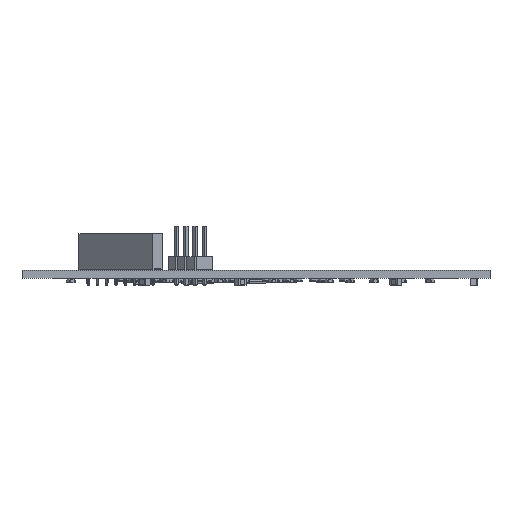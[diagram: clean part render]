
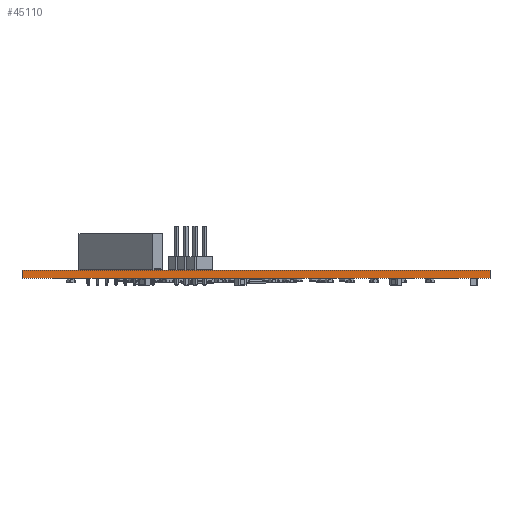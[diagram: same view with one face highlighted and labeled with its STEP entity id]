
A CAD part, front view. The second image highlights one B-rep face of the part: STEP entity #45110.
In plain terms, the highlighted planar face has unit normal (0, -1, 0).
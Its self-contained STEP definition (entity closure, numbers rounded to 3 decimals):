
#45110 = ADVANCED_FACE('',(#45111),#45125,.F.);
#45111 = FACE_BOUND('',#45112,.F.);
#45112 = EDGE_LOOP('',(#45113,#45148,#45176,#45204));
#45113 = ORIENTED_EDGE('',*,*,#45114,.T.);
#45114 = EDGE_CURVE('',#45115,#45117,#45119,.T.);
#45115 = VERTEX_POINT('',#45116);
#45116 = CARTESIAN_POINT('',(104.534,-135.466,0.));
#45117 = VERTEX_POINT('',#45118);
#45118 = CARTESIAN_POINT('',(104.534,-135.466,1.6));
#45119 = SURFACE_CURVE('',#45120,(#45124,#45136),.PCURVE_S1.);
#45120 = LINE('',#45121,#45122);
#45121 = CARTESIAN_POINT('',(104.534,-135.466,0.));
#45122 = VECTOR('',#45123,1.);
#45123 = DIRECTION('',(0.,0.,1.));
#45124 = PCURVE('',#45125,#45130);
#45125 = PLANE('',#45126);
#45126 = AXIS2_PLACEMENT_3D('',#45127,#45128,#45129);
#45127 = CARTESIAN_POINT('',(104.534,-135.466,0.));
#45128 = DIRECTION('',(0.,1.,0.));
#45129 = DIRECTION('',(1.,0.,0.));
#45130 = DEFINITIONAL_REPRESENTATION('',(#45131),#45135);
#45131 = LINE('',#45132,#45133);
#45132 = CARTESIAN_POINT('',(0.,0.));
#45133 = VECTOR('',#45134,1.);
#45134 = DIRECTION('',(0.,-1.));
#45135 = ( GEOMETRIC_REPRESENTATION_CONTEXT(2) 
PARAMETRIC_REPRESENTATION_CONTEXT() REPRESENTATION_CONTEXT('2D SPACE',''
  ) );
#45136 = PCURVE('',#45137,#45142);
#45137 = PLANE('',#45138);
#45138 = AXIS2_PLACEMENT_3D('',#45139,#45140,#45141);
#45139 = CARTESIAN_POINT('',(104.534,-44.534,0.));
#45140 = DIRECTION('',(1.,0.,-0.));
#45141 = DIRECTION('',(0.,-1.,0.));
#45142 = DEFINITIONAL_REPRESENTATION('',(#45143),#45147);
#45143 = LINE('',#45144,#45145);
#45144 = CARTESIAN_POINT('',(90.932,0.));
#45145 = VECTOR('',#45146,1.);
#45146 = DIRECTION('',(0.,-1.));
#45147 = ( GEOMETRIC_REPRESENTATION_CONTEXT(2) 
PARAMETRIC_REPRESENTATION_CONTEXT() REPRESENTATION_CONTEXT('2D SPACE',''
  ) );
#45148 = ORIENTED_EDGE('',*,*,#45149,.T.);
#45149 = EDGE_CURVE('',#45117,#45150,#45152,.T.);
#45150 = VERTEX_POINT('',#45151);
#45151 = CARTESIAN_POINT('',(195.466,-135.466,1.6));
#45152 = SURFACE_CURVE('',#45153,(#45157,#45164),.PCURVE_S1.);
#45153 = LINE('',#45154,#45155);
#45154 = CARTESIAN_POINT('',(104.534,-135.466,1.6));
#45155 = VECTOR('',#45156,1.);
#45156 = DIRECTION('',(1.,0.,0.));
#45157 = PCURVE('',#45125,#45158);
#45158 = DEFINITIONAL_REPRESENTATION('',(#45159),#45163);
#45159 = LINE('',#45160,#45161);
#45160 = CARTESIAN_POINT('',(0.,-1.6));
#45161 = VECTOR('',#45162,1.);
#45162 = DIRECTION('',(1.,0.));
#45163 = ( GEOMETRIC_REPRESENTATION_CONTEXT(2) 
PARAMETRIC_REPRESENTATION_CONTEXT() REPRESENTATION_CONTEXT('2D SPACE',''
  ) );
#45164 = PCURVE('',#45165,#45170);
#45165 = PLANE('',#45166);
#45166 = AXIS2_PLACEMENT_3D('',#45167,#45168,#45169);
#45167 = CARTESIAN_POINT('',(150.,-90.,1.6));
#45168 = DIRECTION('',(0.,0.,1.));
#45169 = DIRECTION('',(1.,0.,-0.));
#45170 = DEFINITIONAL_REPRESENTATION('',(#45171),#45175);
#45171 = LINE('',#45172,#45173);
#45172 = CARTESIAN_POINT('',(-45.466,-45.466));
#45173 = VECTOR('',#45174,1.);
#45174 = DIRECTION('',(1.,0.));
#45175 = ( GEOMETRIC_REPRESENTATION_CONTEXT(2) 
PARAMETRIC_REPRESENTATION_CONTEXT() REPRESENTATION_CONTEXT('2D SPACE',''
  ) );
#45176 = ORIENTED_EDGE('',*,*,#45177,.F.);
#45177 = EDGE_CURVE('',#45178,#45150,#45180,.T.);
#45178 = VERTEX_POINT('',#45179);
#45179 = CARTESIAN_POINT('',(195.466,-135.466,0.));
#45180 = SURFACE_CURVE('',#45181,(#45185,#45192),.PCURVE_S1.);
#45181 = LINE('',#45182,#45183);
#45182 = CARTESIAN_POINT('',(195.466,-135.466,0.));
#45183 = VECTOR('',#45184,1.);
#45184 = DIRECTION('',(0.,0.,1.));
#45185 = PCURVE('',#45125,#45186);
#45186 = DEFINITIONAL_REPRESENTATION('',(#45187),#45191);
#45187 = LINE('',#45188,#45189);
#45188 = CARTESIAN_POINT('',(90.932,0.));
#45189 = VECTOR('',#45190,1.);
#45190 = DIRECTION('',(0.,-1.));
#45191 = ( GEOMETRIC_REPRESENTATION_CONTEXT(2) 
PARAMETRIC_REPRESENTATION_CONTEXT() REPRESENTATION_CONTEXT('2D SPACE',''
  ) );
#45192 = PCURVE('',#45193,#45198);
#45193 = PLANE('',#45194);
#45194 = AXIS2_PLACEMENT_3D('',#45195,#45196,#45197);
#45195 = CARTESIAN_POINT('',(195.466,-135.466,0.));
#45196 = DIRECTION('',(-1.,0.,0.));
#45197 = DIRECTION('',(0.,1.,0.));
#45198 = DEFINITIONAL_REPRESENTATION('',(#45199),#45203);
#45199 = LINE('',#45200,#45201);
#45200 = CARTESIAN_POINT('',(0.,0.));
#45201 = VECTOR('',#45202,1.);
#45202 = DIRECTION('',(0.,-1.));
#45203 = ( GEOMETRIC_REPRESENTATION_CONTEXT(2) 
PARAMETRIC_REPRESENTATION_CONTEXT() REPRESENTATION_CONTEXT('2D SPACE',''
  ) );
#45204 = ORIENTED_EDGE('',*,*,#45205,.F.);
#45205 = EDGE_CURVE('',#45115,#45178,#45206,.T.);
#45206 = SURFACE_CURVE('',#45207,(#45211,#45218),.PCURVE_S1.);
#45207 = LINE('',#45208,#45209);
#45208 = CARTESIAN_POINT('',(104.534,-135.466,0.));
#45209 = VECTOR('',#45210,1.);
#45210 = DIRECTION('',(1.,0.,0.));
#45211 = PCURVE('',#45125,#45212);
#45212 = DEFINITIONAL_REPRESENTATION('',(#45213),#45217);
#45213 = LINE('',#45214,#45215);
#45214 = CARTESIAN_POINT('',(0.,0.));
#45215 = VECTOR('',#45216,1.);
#45216 = DIRECTION('',(1.,0.));
#45217 = ( GEOMETRIC_REPRESENTATION_CONTEXT(2) 
PARAMETRIC_REPRESENTATION_CONTEXT() REPRESENTATION_CONTEXT('2D SPACE',''
  ) );
#45218 = PCURVE('',#45219,#45224);
#45219 = PLANE('',#45220);
#45220 = AXIS2_PLACEMENT_3D('',#45221,#45222,#45223);
#45221 = CARTESIAN_POINT('',(150.,-90.,0.));
#45222 = DIRECTION('',(0.,0.,1.));
#45223 = DIRECTION('',(1.,0.,-0.));
#45224 = DEFINITIONAL_REPRESENTATION('',(#45225),#45229);
#45225 = LINE('',#45226,#45227);
#45226 = CARTESIAN_POINT('',(-45.466,-45.466));
#45227 = VECTOR('',#45228,1.);
#45228 = DIRECTION('',(1.,0.));
#45229 = ( GEOMETRIC_REPRESENTATION_CONTEXT(2) 
PARAMETRIC_REPRESENTATION_CONTEXT() REPRESENTATION_CONTEXT('2D SPACE',''
  ) );
